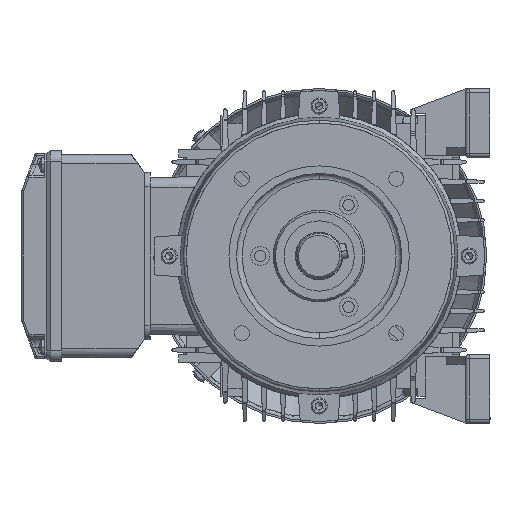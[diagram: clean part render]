
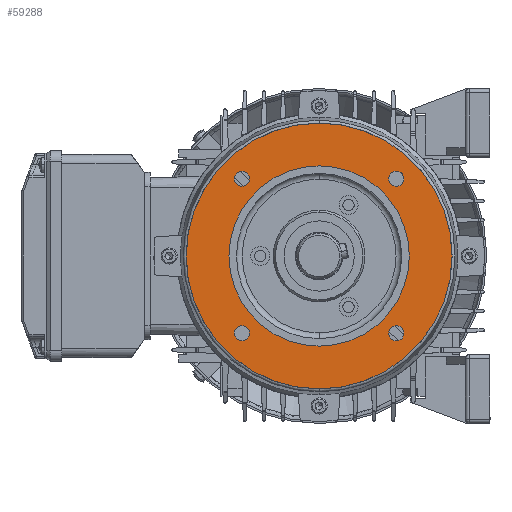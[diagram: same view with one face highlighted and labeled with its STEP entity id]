
A CAD part, left-side view. The second image highlights one B-rep face of the part: STEP entity #59288.
In plain terms, the highlighted planar face has unit normal (-1, 0, 0).
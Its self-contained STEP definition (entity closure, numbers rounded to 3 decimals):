
#1020 = CIRCLE ( 'NONE', #62288, 47.5 ) ;
#2642 = CIRCLE ( 'NONE', #14130, 4. ) ;
#4341 = DIRECTION ( 'NONE',  ( 1., 0., 0. ) ) ;
#8050 = ORIENTED_EDGE ( 'NONE', *, *, #70742, .T. ) ;
#8773 = CARTESIAN_POINT ( 'NONE',  ( 3., -40.659, 40.659 ) ) ;
#9513 = AXIS2_PLACEMENT_3D ( 'NONE', #8773, #44754, #62728 ) ;
#10096 = VERTEX_POINT ( 'NONE', #48122 ) ;
#11302 = EDGE_CURVE ( 'NONE', #70430, #44331, #112851, .T. ) ;
#11568 = CARTESIAN_POINT ( 'NONE',  ( 3., -40.659, -40.659 ) ) ;
#12365 = DIRECTION ( 'NONE',  ( -1., 0., 0. ) ) ;
#14130 = AXIS2_PLACEMENT_3D ( 'NONE', #99073, #117020, #46385 ) ;
#14575 = DIRECTION ( 'NONE',  ( -1., 0., 0. ) ) ;
#15679 = CARTESIAN_POINT ( 'NONE',  ( 3., 47.5, 0. ) ) ;
#16048 = ORIENTED_EDGE ( 'NONE', *, *, #41093, .F. ) ;
#17385 = VERTEX_POINT ( 'NONE', #110014 ) ;
#18095 = CARTESIAN_POINT ( 'NONE',  ( 3., 40.659, 44.659 ) ) ;
#21320 = VERTEX_POINT ( 'NONE', #43810 ) ;
#24284 = DIRECTION ( 'NONE',  ( 0., 0., -1. ) ) ;
#25343 = AXIS2_PLACEMENT_3D ( 'NONE', #104559, #12365, #95598 ) ;
#28082 = ORIENTED_EDGE ( 'NONE', *, *, #70203, .T. ) ;
#29885 = CARTESIAN_POINT ( 'NONE',  ( 3., 0., 0. ) ) ;
#32724 = CIRCLE ( 'NONE', #116790, 70. ) ;
#34361 = EDGE_LOOP ( 'NONE', ( #116340, #8050 ) ) ;
#35026 = VERTEX_POINT ( 'NONE', #113147 ) ;
#39442 = DIRECTION ( 'NONE',  ( 0., 0., 1. ) ) ;
#40715 = EDGE_LOOP ( 'NONE', ( #116907, #65104 ) ) ;
#40738 = CARTESIAN_POINT ( 'NONE',  ( 3., 40.659, 40.659 ) ) ;
#41093 = EDGE_CURVE ( 'NONE', #35026, #117596, #103958, .T. ) ;
#41094 = DIRECTION ( 'NONE',  ( 0., 0., -1. ) ) ;
#41187 = VERTEX_POINT ( 'NONE', #101160 ) ;
#41445 = FACE_BOUND ( 'NONE', #80576, .T. ) ;
#42054 = FACE_OUTER_BOUND ( 'NONE', #40715, .T. ) ;
#42282 = CARTESIAN_POINT ( 'NONE',  ( 3., -40.659, 40.659 ) ) ;
#43810 = CARTESIAN_POINT ( 'NONE',  ( 3., 0., -70. ) ) ;
#43821 = FACE_BOUND ( 'NONE', #81661, .T. ) ;
#44087 = AXIS2_PLACEMENT_3D ( 'NONE', #56529, #93040, #47551 ) ;
#44331 = VERTEX_POINT ( 'NONE', #100466 ) ;
#44340 = CIRCLE ( 'NONE', #113103, 4. ) ;
#44754 = DIRECTION ( 'NONE',  ( 1., 0., 0. ) ) ;
#45893 = CIRCLE ( 'NONE', #9513, 4. ) ;
#46385 = DIRECTION ( 'NONE',  ( 0., 0., -1. ) ) ;
#47551 = DIRECTION ( 'NONE',  ( 0., 0., -1. ) ) ;
#48122 = CARTESIAN_POINT ( 'NONE',  ( 3., 40.659, -44.659 ) ) ;
#48563 = DIRECTION ( 'NONE',  ( 1., 0., 0. ) ) ;
#49936 = CARTESIAN_POINT ( 'NONE',  ( 3., 0., -47.5 ) ) ;
#50849 = AXIS2_PLACEMENT_3D ( 'NONE', #62304, #106014, #70703 ) ;
#52428 = DIRECTION ( 'NONE',  ( 1., 0., 0. ) ) ;
#52768 = VERTEX_POINT ( 'NONE', #18095 ) ;
#55130 = EDGE_CURVE ( 'NONE', #52768, #70495, #44340, .T. ) ;
#56529 = CARTESIAN_POINT ( 'NONE',  ( 3., -40.659, -40.659 ) ) ;
#58597 = ORIENTED_EDGE ( 'NONE', *, *, #112839, .F. ) ;
#59288 = ADVANCED_FACE ( 'NONE', ( #69586, #115050, #60022, #43821, #41445, #42054 ), #78588, .F. ) ;
#60022 = FACE_BOUND ( 'NONE', #77782, .T. ) ;
#60068 = AXIS2_PLACEMENT_3D ( 'NONE', #15679, #113860, #77980 ) ;
#61040 = ORIENTED_EDGE ( 'NONE', *, *, #76529, .T. ) ;
#61683 = CIRCLE ( 'NONE', #25343, 70. ) ;
#62288 = AXIS2_PLACEMENT_3D ( 'NONE', #29885, #93934, #39442 ) ;
#62304 = CARTESIAN_POINT ( 'NONE',  ( 3., 40.659, -40.659 ) ) ;
#62351 = CIRCLE ( 'NONE', #102485, 4. ) ;
#62728 = DIRECTION ( 'NONE',  ( 0., 0., -1. ) ) ;
#63991 = EDGE_LOOP ( 'NONE', ( #28082, #97566 ) ) ;
#65036 = VERTEX_POINT ( 'NONE', #78351 ) ;
#65104 = ORIENTED_EDGE ( 'NONE', *, *, #71765, .T. ) ;
#66282 = CIRCLE ( 'NONE', #50849, 4. ) ;
#66816 = AXIS2_PLACEMENT_3D ( 'NONE', #11568, #4341, #84648 ) ;
#68472 = CARTESIAN_POINT ( 'NONE',  ( 3., 0., 0. ) ) ;
#69586 = FACE_BOUND ( 'NONE', #34361, .T. ) ;
#69834 = DIRECTION ( 'NONE',  ( 1., 0., 0. ) ) ;
#70203 = EDGE_CURVE ( 'NONE', #44331, #70430, #116543, .T. ) ;
#70430 = VERTEX_POINT ( 'NONE', #93910 ) ;
#70495 = VERTEX_POINT ( 'NONE', #71980 ) ;
#70703 = DIRECTION ( 'NONE',  ( 0., 0., -1. ) ) ;
#70742 = EDGE_CURVE ( 'NONE', #65036, #41187, #45893, .T. ) ;
#71229 = ORIENTED_EDGE ( 'NONE', *, *, #110236, .T. ) ;
#71759 = CARTESIAN_POINT ( 'NONE',  ( 3., 40.659, -36.659 ) ) ;
#71765 = EDGE_CURVE ( 'NONE', #21320, #17385, #32724, .T. ) ;
#71980 = CARTESIAN_POINT ( 'NONE',  ( 3., 40.659, 36.659 ) ) ;
#76529 = EDGE_CURVE ( 'NONE', #10096, #95583, #2642, .T. ) ;
#77269 = DIRECTION ( 'NONE',  ( 0., 0., -1. ) ) ;
#77782 = EDGE_LOOP ( 'NONE', ( #61040, #96568 ) ) ;
#77980 = DIRECTION ( 'NONE',  ( 0., 0., -1. ) ) ;
#78351 = CARTESIAN_POINT ( 'NONE',  ( 3., -40.659, 44.659 ) ) ;
#78588 = PLANE ( 'NONE',  #60068 ) ;
#79248 = EDGE_CURVE ( 'NONE', #17385, #21320, #61683, .T. ) ;
#80576 = EDGE_LOOP ( 'NONE', ( #16048, #58597 ) ) ;
#81253 = AXIS2_PLACEMENT_3D ( 'NONE', #40738, #48563, #77269 ) ;
#81661 = EDGE_LOOP ( 'NONE', ( #71229, #109500 ) ) ;
#84522 = DIRECTION ( 'NONE',  ( -1., 0., 0. ) ) ;
#84648 = DIRECTION ( 'NONE',  ( 0., 0., -1. ) ) ;
#86284 = CARTESIAN_POINT ( 'NONE',  ( 3., 0., 0. ) ) ;
#87653 = DIRECTION ( 'NONE',  ( 0., 0., 1. ) ) ;
#93040 = DIRECTION ( 'NONE',  ( 1., 0., 0. ) ) ;
#93910 = CARTESIAN_POINT ( 'NONE',  ( 3., -40.659, -36.659 ) ) ;
#93934 = DIRECTION ( 'NONE',  ( -1., 0., 0. ) ) ;
#95583 = VERTEX_POINT ( 'NONE', #71759 ) ;
#95598 = DIRECTION ( 'NONE',  ( 0., 0., 1. ) ) ;
#96568 = ORIENTED_EDGE ( 'NONE', *, *, #112685, .T. ) ;
#97566 = ORIENTED_EDGE ( 'NONE', *, *, #11302, .T. ) ;
#99073 = CARTESIAN_POINT ( 'NONE',  ( 3., 40.659, -40.659 ) ) ;
#100466 = CARTESIAN_POINT ( 'NONE',  ( 3., -40.659, -44.659 ) ) ;
#101160 = CARTESIAN_POINT ( 'NONE',  ( 3., -40.659, 36.659 ) ) ;
#102485 = AXIS2_PLACEMENT_3D ( 'NONE', #42282, #69834, #41094 ) ;
#103646 = DIRECTION ( 'NONE',  ( 0., 0., 1. ) ) ;
#103958 = CIRCLE ( 'NONE', #117350, 47.5 ) ;
#104559 = CARTESIAN_POINT ( 'NONE',  ( 3., 0., 0. ) ) ;
#104877 = EDGE_CURVE ( 'NONE', #41187, #65036, #62351, .T. ) ;
#106014 = DIRECTION ( 'NONE',  ( 1., 0., 0. ) ) ;
#109500 = ORIENTED_EDGE ( 'NONE', *, *, #55130, .T. ) ;
#110014 = CARTESIAN_POINT ( 'NONE',  ( 3., 0., 70. ) ) ;
#110236 = EDGE_CURVE ( 'NONE', #70495, #52768, #117543, .T. ) ;
#112685 = EDGE_CURVE ( 'NONE', #95583, #10096, #66282, .T. ) ;
#112839 = EDGE_CURVE ( 'NONE', #117596, #35026, #1020, .T. ) ;
#112851 = CIRCLE ( 'NONE', #44087, 4. ) ;
#113103 = AXIS2_PLACEMENT_3D ( 'NONE', #115251, #52428, #24284 ) ;
#113147 = CARTESIAN_POINT ( 'NONE',  ( 3., 0., 47.5 ) ) ;
#113860 = DIRECTION ( 'NONE',  ( 1., 0., 0. ) ) ;
#115050 = FACE_BOUND ( 'NONE', #63991, .T. ) ;
#115251 = CARTESIAN_POINT ( 'NONE',  ( 3., 40.659, 40.659 ) ) ;
#116340 = ORIENTED_EDGE ( 'NONE', *, *, #104877, .T. ) ;
#116543 = CIRCLE ( 'NONE', #66816, 4. ) ;
#116790 = AXIS2_PLACEMENT_3D ( 'NONE', #86284, #84522, #103646 ) ;
#116907 = ORIENTED_EDGE ( 'NONE', *, *, #79248, .T. ) ;
#117020 = DIRECTION ( 'NONE',  ( 1., 0., 0. ) ) ;
#117350 = AXIS2_PLACEMENT_3D ( 'NONE', #68472, #14575, #87653 ) ;
#117543 = CIRCLE ( 'NONE', #81253, 4. ) ;
#117596 = VERTEX_POINT ( 'NONE', #49936 ) ;
